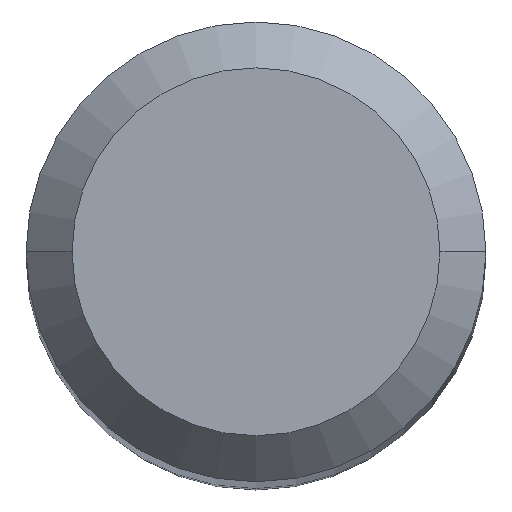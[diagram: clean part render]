
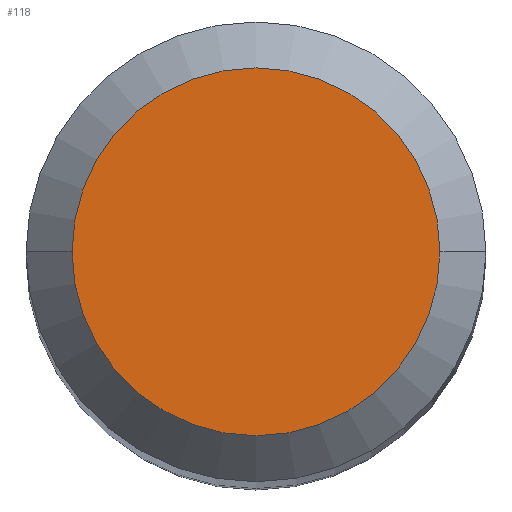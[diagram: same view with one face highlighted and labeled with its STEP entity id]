
A CAD part, top view. The second image highlights one B-rep face of the part: STEP entity #118.
In plain terms, the highlighted planar face has unit normal (0, 0, 1).
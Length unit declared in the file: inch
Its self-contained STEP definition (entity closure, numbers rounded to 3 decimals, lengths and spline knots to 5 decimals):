
#32 = AXIS2_PLACEMENT_3D ( 'NONE', #191, #378, #34 ) ;
#34 = DIRECTION ( 'NONE',  ( -1., 0., 0. ) ) ;
#37 = CARTESIAN_POINT ( 'NONE',  ( -0.04724, 0., 0. ) ) ;
#59 = ORIENTED_EDGE ( 'NONE', *, *, #139, .T. ) ;
#62 = CARTESIAN_POINT ( 'NONE',  ( 0., 0., 0. ) ) ;
#80 = DIRECTION ( 'NONE',  ( 1., 0., 0. ) ) ;
#118 = ADVANCED_FACE ( 'NONE', ( #226 ), #376, .F. ) ;
#138 = ORIENTED_EDGE ( 'NONE', *, *, #406, .T. ) ;
#139 = EDGE_CURVE ( 'NONE', #242, #344, #283, .T. ) ;
#152 = AXIS2_PLACEMENT_3D ( 'NONE', #62, #293, #208 ) ;
#166 = EDGE_LOOP ( 'NONE', ( #59, #138 ) ) ;
#191 = CARTESIAN_POINT ( 'NONE',  ( 0., 0., 0. ) ) ;
#208 = DIRECTION ( 'NONE',  ( 1., 0., 0. ) ) ;
#226 = FACE_OUTER_BOUND ( 'NONE', #166, .T. ) ;
#242 = VERTEX_POINT ( 'NONE', #37 ) ;
#279 = CIRCLE ( 'NONE', #152, 0.04724 ) ;
#282 = CARTESIAN_POINT ( 'NONE',  ( 0.04724, 0., 0. ) ) ;
#283 = CIRCLE ( 'NONE', #310, 0.04724 ) ;
#293 = DIRECTION ( 'NONE',  ( 0., 0., 1. ) ) ;
#310 = AXIS2_PLACEMENT_3D ( 'NONE', #383, #416, #80 ) ;
#344 = VERTEX_POINT ( 'NONE', #282 ) ;
#376 = PLANE ( 'NONE',  #32 ) ;
#378 = DIRECTION ( 'NONE',  ( 0., 0., -1. ) ) ;
#383 = CARTESIAN_POINT ( 'NONE',  ( 0., 0., 0. ) ) ;
#406 = EDGE_CURVE ( 'NONE', #344, #242, #279, .T. ) ;
#416 = DIRECTION ( 'NONE',  ( 0., 0., 1. ) ) ;
